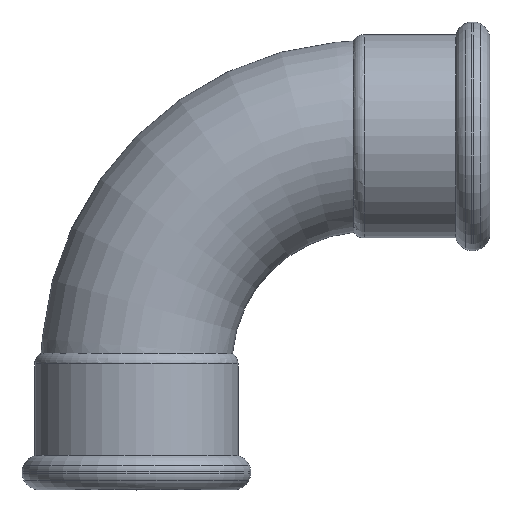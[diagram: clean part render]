
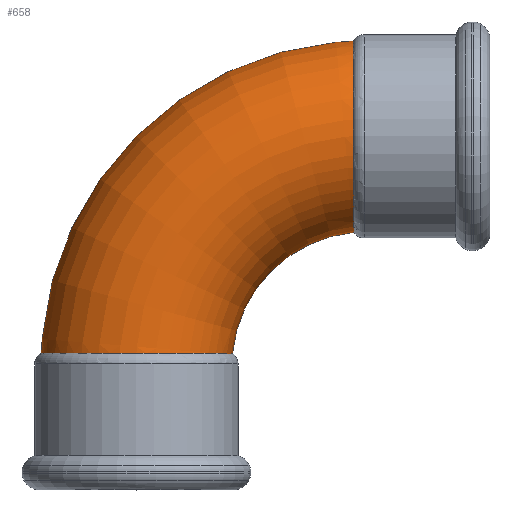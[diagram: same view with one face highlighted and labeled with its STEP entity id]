
A CAD part, top view. The second image highlights one B-rep face of the part: STEP entity #658.
In plain terms, the highlighted toroidal (fillet/blend) face has major radius 65 mm and minor radius 27 mm.
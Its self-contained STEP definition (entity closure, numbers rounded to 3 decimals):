
#20=B_SPLINE_CURVE_WITH_KNOTS('',3,(#1208,#1209,#1210,#1211,#1212,#1213,
#1214,#1215,#1216,#1217,#1218,#1219),.UNSPECIFIED.,.F.,.F.,(4,2,2,2,2,4),
(12.785,13.724,14.78,15.835,16.432,
17.029),.UNSPECIFIED.);
#21=B_SPLINE_CURVE_WITH_KNOTS('',3,(#1221,#1222,#1223,#1224,#1225,#1226,
#1227,#1228,#1229,#1230,#1231,#1232,#1233,#1234,#1235,#1236,#1237,#1238,
#1239,#1240),.UNSPECIFIED.,.F.,.F.,(4,2,2,2,2,2,2,2,2,4),(0.,1.054,
2.108,3.163,4.22,5.277,6.336,
7.395,8.451,8.516),.UNSPECIFIED.);
#22=B_SPLINE_CURVE_WITH_KNOTS('',3,(#1241,#1242,#1243,#1244,#1245,#1246,
#1247,#1248,#1249,#1250,#1251,#1252),.UNSPECIFIED.,.F.,.F.,(4,2,2,2,2,4),
(8.516,9.501,10.552,11.608,12.666,
12.785),.UNSPECIFIED.);
#26=B_SPLINE_CURVE_WITH_KNOTS('',3,(#1353,#1354,#1355,#1356,#1357,#1358,
#1359,#1360,#1361,#1362,#1363,#1364),.UNSPECIFIED.,.F.,.F.,(4,2,2,2,2,4),
(8.516,9.501,10.552,11.608,12.666,
12.785),.UNSPECIFIED.);
#27=B_SPLINE_CURVE_WITH_KNOTS('',3,(#1366,#1367,#1368,#1369,#1370,#1371,
#1372,#1373,#1374,#1375,#1376,#1377,#1378,#1379,#1380,#1381,#1382,#1383,
#1384,#1385),.UNSPECIFIED.,.F.,.F.,(4,2,2,2,2,2,2,2,2,4),(0.,1.054,
2.108,3.163,4.22,5.277,6.336,
7.395,8.451,8.516),.UNSPECIFIED.);
#28=B_SPLINE_CURVE_WITH_KNOTS('',3,(#1386,#1387,#1388,#1389,#1390,#1391,
#1392,#1393,#1394,#1395,#1396,#1397),.UNSPECIFIED.,.F.,.F.,(4,2,2,2,2,4),
(12.785,13.724,14.78,15.835,16.432,
17.029),.UNSPECIFIED.);
#84=FACE_OUTER_BOUND('',#114,.T.);
#114=EDGE_LOOP('',(#552,#553,#554,#555,#556,#557,#558,#559));
#195=CIRCLE('',#781,38.);
#255=VERTEX_POINT('',#1205);
#256=VERTEX_POINT('',#1207);
#257=VERTEX_POINT('',#1220);
#277=VERTEX_POINT('',#1350);
#278=VERTEX_POINT('',#1352);
#279=VERTEX_POINT('',#1365);
#346=EDGE_CURVE('',#255,#256,#20,.T.);
#347=EDGE_CURVE('',#256,#257,#21,.T.);
#348=EDGE_CURVE('',#257,#255,#22,.T.);
#378=EDGE_CURVE('',#278,#277,#26,.T.);
#379=EDGE_CURVE('',#279,#278,#27,.T.);
#380=EDGE_CURVE('',#277,#279,#28,.T.);
#381=EDGE_CURVE('',#278,#257,#195,.T.);
#552=ORIENTED_EDGE('',*,*,#379,.T.);
#553=ORIENTED_EDGE('',*,*,#381,.T.);
#554=ORIENTED_EDGE('',*,*,#347,.F.);
#555=ORIENTED_EDGE('',*,*,#346,.F.);
#556=ORIENTED_EDGE('',*,*,#348,.F.);
#557=ORIENTED_EDGE('',*,*,#381,.F.);
#558=ORIENTED_EDGE('',*,*,#378,.T.);
#559=ORIENTED_EDGE('',*,*,#380,.T.);
#632=TOROIDAL_SURFACE('',#780,65.,27.);
#658=ADVANCED_FACE('',(#84),#632,.T.);
#780=AXIS2_PLACEMENT_3D('',#1398,#999,#1000);
#781=AXIS2_PLACEMENT_3D('',#1399,#1001,#1002);
#999=DIRECTION('center_axis',(0.,0.,
-1.));
#1000=DIRECTION('ref_axis',(-1.,0.,0.));
#1001=DIRECTION('center_axis',(0.,0.,
1.));
#1002=DIRECTION('ref_axis',(-1.,0.,0.));
#1205=CARTESIAN_POINT('',(-100.,-61.369,27.));
#1207=CARTESIAN_POINT('',(-126.927,-61.328,0.));
#1208=CARTESIAN_POINT('Ctrl Pts',(-100.,-61.369,27.));
#1209=CARTESIAN_POINT('Ctrl Pts',(-103.125,-61.362,26.988));
#1210=CARTESIAN_POINT('Ctrl Pts',(-106.229,-61.356,26.435));
#1211=CARTESIAN_POINT('Ctrl Pts',(-112.479,-61.346,24.156));
#1212=CARTESIAN_POINT('Ctrl Pts',(-115.519,-61.342,22.315));
#1213=CARTESIAN_POINT('Ctrl Pts',(-120.72,-61.335,17.572));
#1214=CARTESIAN_POINT('Ctrl Pts',(-122.831,-61.332,14.718));
#1215=CARTESIAN_POINT('Ctrl Pts',(-125.186,-61.33,9.74));
#1216=CARTESIAN_POINT('Ctrl Pts',(-125.835,-61.329,7.854));
#1217=CARTESIAN_POINT('Ctrl Pts',(-126.707,-61.328,3.972));
#1218=CARTESIAN_POINT('Ctrl Pts',(-126.927,-61.328,1.989));
#1219=CARTESIAN_POINT('Ctrl Pts',(-126.927,-61.328,0.));
#1220=CARTESIAN_POINT('',(-72.836,-61.47,0.));
#1221=CARTESIAN_POINT('Ctrl Pts',(-126.927,-61.328,0.));
#1222=CARTESIAN_POINT('Ctrl Pts',(-126.927,-61.328,-3.513));
#1223=CARTESIAN_POINT('Ctrl Pts',(-126.24,-61.328,-6.993));
#1224=CARTESIAN_POINT('Ctrl Pts',(-123.573,-61.331,-13.494));
#1225=CARTESIAN_POINT('Ctrl Pts',(-121.616,-61.334,-16.454));
#1226=CARTESIAN_POINT('Ctrl Pts',(-116.678,-61.34,-21.459));
#1227=CARTESIAN_POINT('Ctrl Pts',(-113.742,-61.344,-23.456));
#1228=CARTESIAN_POINT('Ctrl Pts',(-107.267,-61.354,-26.215));
#1229=CARTESIAN_POINT('Ctrl Pts',(-103.79,-61.361,-26.949));
#1230=CARTESIAN_POINT('Ctrl Pts',(-96.743,-61.376,-27.046));
#1231=CARTESIAN_POINT('Ctrl Pts',(-93.241,-61.385,-26.405));
#1232=CARTESIAN_POINT('Ctrl Pts',(-86.677,-61.404,-23.816));
#1233=CARTESIAN_POINT('Ctrl Pts',(-83.676,-61.415,-21.892));
#1234=CARTESIAN_POINT('Ctrl Pts',(-78.585,-61.437,-17.));
#1235=CARTESIAN_POINT('Ctrl Pts',(-76.542,-61.448,-14.079));
#1236=CARTESIAN_POINT('Ctrl Pts',(-73.702,-61.464,-7.629));
#1237=CARTESIAN_POINT('Ctrl Pts',(-72.928,-61.469,-4.163));
#1238=CARTESIAN_POINT('Ctrl Pts',(-72.838,-61.47,-0.43));
#1239=CARTESIAN_POINT('Ctrl Pts',(-72.836,-61.47,-0.215));
#1240=CARTESIAN_POINT('Ctrl Pts',(-72.836,-61.47,0.));
#1241=CARTESIAN_POINT('Ctrl Pts',(-72.836,-61.47,0.));
#1242=CARTESIAN_POINT('Ctrl Pts',(-72.836,-61.47,3.282));
#1243=CARTESIAN_POINT('Ctrl Pts',(-73.436,-61.466,6.537));
#1244=CARTESIAN_POINT('Ctrl Pts',(-75.859,-61.452,12.879));
#1245=CARTESIAN_POINT('Ctrl Pts',(-77.735,-61.442,15.876));
#1246=CARTESIAN_POINT('Ctrl Pts',(-82.536,-61.42,21.001));
#1247=CARTESIAN_POINT('Ctrl Pts',(-85.42,-61.409,23.075));
#1248=CARTESIAN_POINT('Ctrl Pts',(-91.828,-61.388,26.009));
#1249=CARTESIAN_POINT('Ctrl Pts',(-95.292,-61.379,26.837));
#1250=CARTESIAN_POINT('Ctrl Pts',(-99.211,-61.371,26.994));
#1251=CARTESIAN_POINT('Ctrl Pts',(-99.606,-61.37,27.001));
#1252=CARTESIAN_POINT('Ctrl Pts',(-100.,-61.369,27.));
#1350=CARTESIAN_POINT('',(-38.631,0.,27.));
#1352=CARTESIAN_POINT('',(-38.53,-27.164,0.));
#1353=CARTESIAN_POINT('Ctrl Pts',(-38.53,-27.164,0.));
#1354=CARTESIAN_POINT('Ctrl Pts',(-38.53,-27.164,3.282));
#1355=CARTESIAN_POINT('Ctrl Pts',(-38.534,-26.564,6.537));
#1356=CARTESIAN_POINT('Ctrl Pts',(-38.548,-24.141,12.879));
#1357=CARTESIAN_POINT('Ctrl Pts',(-38.558,-22.265,15.876));
#1358=CARTESIAN_POINT('Ctrl Pts',(-38.58,-17.464,21.001));
#1359=CARTESIAN_POINT('Ctrl Pts',(-38.591,-14.58,23.075));
#1360=CARTESIAN_POINT('Ctrl Pts',(-38.612,-8.172,26.009));
#1361=CARTESIAN_POINT('Ctrl Pts',(-38.621,-4.708,26.837));
#1362=CARTESIAN_POINT('Ctrl Pts',(-38.629,-0.789,
26.994));
#1363=CARTESIAN_POINT('Ctrl Pts',(-38.63,-0.394,27.001));
#1364=CARTESIAN_POINT('Ctrl Pts',(-38.631,0.,
27.));
#1365=CARTESIAN_POINT('',(-38.672,26.927,0.));
#1366=CARTESIAN_POINT('Ctrl Pts',(-38.672,26.927,0.));
#1367=CARTESIAN_POINT('Ctrl Pts',(-38.672,26.927,-3.513));
#1368=CARTESIAN_POINT('Ctrl Pts',(-38.672,26.24,-6.993));
#1369=CARTESIAN_POINT('Ctrl Pts',(-38.669,23.573,-13.494));
#1370=CARTESIAN_POINT('Ctrl Pts',(-38.666,21.616,-16.454));
#1371=CARTESIAN_POINT('Ctrl Pts',(-38.66,16.678,-21.459));
#1372=CARTESIAN_POINT('Ctrl Pts',(-38.656,13.742,-23.456));
#1373=CARTESIAN_POINT('Ctrl Pts',(-38.646,7.267,-26.215));
#1374=CARTESIAN_POINT('Ctrl Pts',(-38.639,3.79,-26.949));
#1375=CARTESIAN_POINT('Ctrl Pts',(-38.624,-3.257,-27.046));
#1376=CARTESIAN_POINT('Ctrl Pts',(-38.615,-6.759,-26.405));
#1377=CARTESIAN_POINT('Ctrl Pts',(-38.596,-13.323,-23.816));
#1378=CARTESIAN_POINT('Ctrl Pts',(-38.585,-16.324,-21.892));
#1379=CARTESIAN_POINT('Ctrl Pts',(-38.563,-21.415,-17.));
#1380=CARTESIAN_POINT('Ctrl Pts',(-38.552,-23.458,-14.079));
#1381=CARTESIAN_POINT('Ctrl Pts',(-38.536,-26.298,-7.629));
#1382=CARTESIAN_POINT('Ctrl Pts',(-38.531,-27.072,-4.163));
#1383=CARTESIAN_POINT('Ctrl Pts',(-38.53,-27.162,-0.43));
#1384=CARTESIAN_POINT('Ctrl Pts',(-38.53,-27.164,-0.215));
#1385=CARTESIAN_POINT('Ctrl Pts',(-38.53,-27.164,0.));
#1386=CARTESIAN_POINT('Ctrl Pts',(-38.631,0.,
27.));
#1387=CARTESIAN_POINT('Ctrl Pts',(-38.638,3.125,26.988));
#1388=CARTESIAN_POINT('Ctrl Pts',(-38.644,6.229,26.435));
#1389=CARTESIAN_POINT('Ctrl Pts',(-38.654,12.479,24.156));
#1390=CARTESIAN_POINT('Ctrl Pts',(-38.658,15.519,22.315));
#1391=CARTESIAN_POINT('Ctrl Pts',(-38.665,20.72,17.572));
#1392=CARTESIAN_POINT('Ctrl Pts',(-38.668,22.831,14.718));
#1393=CARTESIAN_POINT('Ctrl Pts',(-38.67,25.186,9.74));
#1394=CARTESIAN_POINT('Ctrl Pts',(-38.671,25.835,7.854));
#1395=CARTESIAN_POINT('Ctrl Pts',(-38.672,26.707,3.972));
#1396=CARTESIAN_POINT('Ctrl Pts',(-38.672,26.927,1.989));
#1397=CARTESIAN_POINT('Ctrl Pts',(-38.672,26.927,0.));
#1398=CARTESIAN_POINT('Origin',(-35.,-65.,0.));
#1399=CARTESIAN_POINT('Origin',(-35.,-65.,0.));
